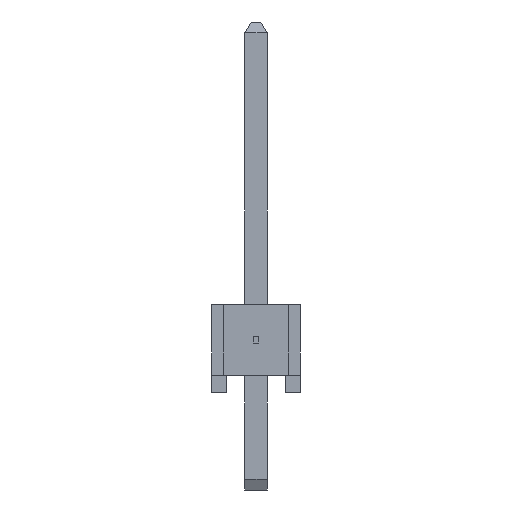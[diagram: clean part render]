
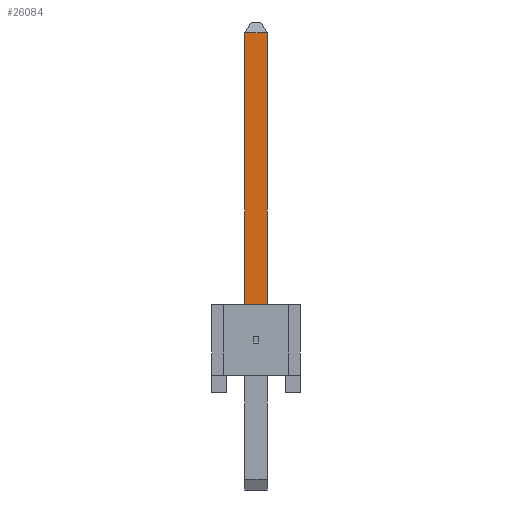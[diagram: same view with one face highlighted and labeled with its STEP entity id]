
A CAD part, left-side view. The second image highlights one B-rep face of the part: STEP entity #26084.
In plain terms, the highlighted planar face has unit normal (-1, 0, 0).
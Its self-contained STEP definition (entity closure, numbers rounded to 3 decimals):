
#26084 = ADVANCED_FACE('',(#26085),#26119,.F.);
#26085 = FACE_BOUND('',#26086,.T.);
#26086 = EDGE_LOOP('',(#26087,#26097,#26105,#26113));
#26087 = ORIENTED_EDGE('',*,*,#26088,.T.);
#26088 = EDGE_CURVE('',#26089,#26091,#26093,.T.);
#26089 = VERTEX_POINT('',#26090);
#26090 = CARTESIAN_POINT('',(-25.718,13.157,0.318));
#26091 = VERTEX_POINT('',#26092);
#26092 = CARTESIAN_POINT('',(-25.718,13.157,-0.318));
#26093 = LINE('',#26094,#26095);
#26094 = CARTESIAN_POINT('',(-25.718,13.157,2.54));
#26095 = VECTOR('',#26096,1.);
#26096 = DIRECTION('',(0.,0.,-1.));
#26097 = ORIENTED_EDGE('',*,*,#26098,.T.);
#26098 = EDGE_CURVE('',#26091,#26099,#26101,.T.);
#26099 = VERTEX_POINT('',#26100);
#26100 = CARTESIAN_POINT('',(-25.718,4.191,-0.318));
#26101 = LINE('',#26102,#26103);
#26102 = CARTESIAN_POINT('',(-25.718,13.462,-0.318));
#26103 = VECTOR('',#26104,1.);
#26104 = DIRECTION('',(0.,-1.,0.));
#26105 = ORIENTED_EDGE('',*,*,#26106,.F.);
#26106 = EDGE_CURVE('',#26107,#26099,#26109,.T.);
#26107 = VERTEX_POINT('',#26108);
#26108 = CARTESIAN_POINT('',(-25.718,4.191,0.318));
#26109 = LINE('',#26110,#26111);
#26110 = CARTESIAN_POINT('',(-25.718,4.191,0.318));
#26111 = VECTOR('',#26112,1.);
#26112 = DIRECTION('',(0.,0.,-1.));
#26113 = ORIENTED_EDGE('',*,*,#26114,.F.);
#26114 = EDGE_CURVE('',#26089,#26107,#26115,.T.);
#26115 = LINE('',#26116,#26117);
#26116 = CARTESIAN_POINT('',(-25.718,13.462,0.318));
#26117 = VECTOR('',#26118,1.);
#26118 = DIRECTION('',(0.,-1.,0.));
#26119 = PLANE('',#26120);
#26120 = AXIS2_PLACEMENT_3D('',#26121,#26122,#26123);
#26121 = CARTESIAN_POINT('',(-25.718,13.462,0.318));
#26122 = DIRECTION('',(1.,0.,0.));
#26123 = DIRECTION('',(0.,0.,-1.));
